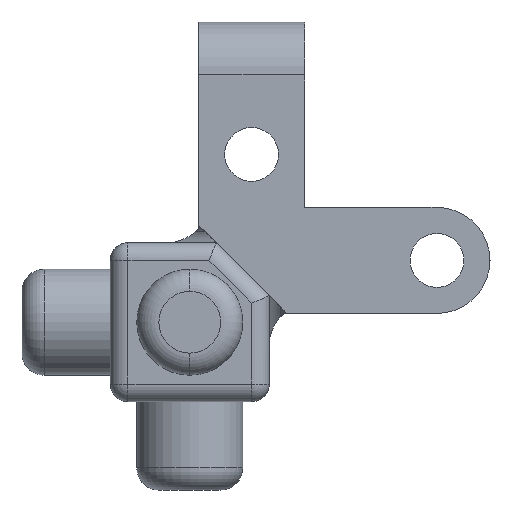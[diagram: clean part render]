
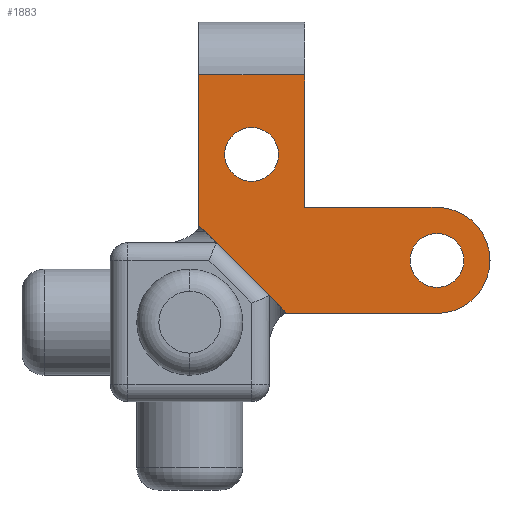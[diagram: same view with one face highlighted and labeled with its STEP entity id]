
A CAD part, front view. The second image highlights one B-rep face of the part: STEP entity #1883.
In plain terms, the highlighted planar face has unit normal (0, -1, 0).
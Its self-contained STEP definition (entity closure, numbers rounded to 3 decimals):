
#2 = DIRECTION ( 'NONE',  ( 0., 0., 1. ) ) ;
#4 = LINE ( 'NONE', #980, #945 ) ;
#14 = VERTEX_POINT ( 'NONE', #928 ) ;
#16 = EDGE_LOOP ( 'NONE', ( #2123, #1040 ) ) ;
#18 = CARTESIAN_POINT ( 'NONE',  ( 6., 0., 14.95 ) ) ;
#34 = CIRCLE ( 'NONE', #1315, 3.05 ) ;
#46 = EDGE_CURVE ( 'NONE', #2071, #600, #80, .T. ) ;
#52 = DIRECTION ( 'NONE',  ( 0., 0., -1. ) ) ;
#80 = LINE ( 'NONE', #106, #135 ) ;
#106 = CARTESIAN_POINT ( 'NONE',  ( 12., 0., 33. ) ) ;
#116 = DIRECTION ( 'NONE',  ( 0., 0., 1. ) ) ;
#135 = VECTOR ( 'NONE', #1317, 1000. ) ;
#139 = CARTESIAN_POINT ( 'NONE',  ( 0., 0., 0. ) ) ;
#140 = AXIS2_PLACEMENT_3D ( 'NONE', #927, #2144, #1106 ) ;
#146 = CARTESIAN_POINT ( 'NONE',  ( 27., 0., 6. ) ) ;
#148 = CARTESIAN_POINT ( 'NONE',  ( 33., 0., 6. ) ) ;
#176 = DIRECTION ( 'NONE',  ( 0., 0., -1. ) ) ;
#204 = EDGE_LOOP ( 'NONE', ( #628, #1150 ) ) ;
#211 = ORIENTED_EDGE ( 'NONE', *, *, #1335, .F. ) ;
#220 = AXIS2_PLACEMENT_3D ( 'NONE', #146, #1518, #2210 ) ;
#235 = VERTEX_POINT ( 'NONE', #656 ) ;
#245 = AXIS2_PLACEMENT_3D ( 'NONE', #359, #1386, #176 ) ;
#268 = CARTESIAN_POINT ( 'NONE',  ( 0., 0., 0. ) ) ;
#272 = CARTESIAN_POINT ( 'NONE',  ( 0., 0., 10. ) ) ;
#283 = CARTESIAN_POINT ( 'NONE',  ( 27., 0., 6. ) ) ;
#308 = DIRECTION ( 'NONE',  ( 0., -1., 0. ) ) ;
#316 = DIRECTION ( 'NONE',  ( 1., 0., 0. ) ) ;
#325 = CARTESIAN_POINT ( 'NONE',  ( 9.972, 0., 0.028 ) ) ;
#334 = EDGE_CURVE ( 'NONE', #962, #1286, #1889, .T. ) ;
#359 = CARTESIAN_POINT ( 'NONE',  ( 27., 0., 6. ) ) ;
#364 = DIRECTION ( 'NONE',  ( 0., 0., -1. ) ) ;
#451 = EDGE_CURVE ( 'NONE', #14, #1942, #1244, .T. ) ;
#472 = EDGE_CURVE ( 'NONE', #868, #1955, #1346, .T. ) ;
#477 = FACE_BOUND ( 'NONE', #16, .T. ) ;
#479 = CIRCLE ( 'NONE', #220, 3.05 ) ;
#494 = ORIENTED_EDGE ( 'NONE', *, *, #451, .T. ) ;
#499 = CARTESIAN_POINT ( 'NONE',  ( 0., 0., 0. ) ) ;
#503 = EDGE_LOOP ( 'NONE', ( #1623, #1005, #1476, #2224, #494, #2102, #211, #617, #988, #2040 ) ) ;
#600 = VERTEX_POINT ( 'NONE', #2059 ) ;
#602 = CIRCLE ( 'NONE', #983, 3.05 ) ;
#606 = VERTEX_POINT ( 'NONE', #1355 ) ;
#617 = ORIENTED_EDGE ( 'NONE', *, *, #46, .F. ) ;
#628 = ORIENTED_EDGE ( 'NONE', *, *, #334, .F. ) ;
#637 = AXIS2_PLACEMENT_3D ( 'NONE', #268, #1159, #116 ) ;
#656 = CARTESIAN_POINT ( 'NONE',  ( 0.028, 0., 9.972 ) ) ;
#660 = VERTEX_POINT ( 'NONE', #1908 ) ;
#682 = LINE ( 'NONE', #499, #1927 ) ;
#705 = CARTESIAN_POINT ( 'NONE',  ( 6., 0., 18. ) ) ;
#721 = AXIS2_PLACEMENT_3D ( 'NONE', #283, #308, #804 ) ;
#787 = CARTESIAN_POINT ( 'NONE',  ( 10., 0., 0. ) ) ;
#793 = LINE ( 'NONE', #2064, #1596 ) ;
#804 = DIRECTION ( 'NONE',  ( 0., 0., 1. ) ) ;
#823 = DIRECTION ( 'NONE',  ( -0.707, 0., 0.707 ) ) ;
#839 = LINE ( 'NONE', #1338, #2118 ) ;
#868 = VERTEX_POINT ( 'NONE', #787 ) ;
#927 = CARTESIAN_POINT ( 'NONE',  ( 27., 0., 6. ) ) ;
#928 = CARTESIAN_POINT ( 'NONE',  ( 27., 0., 0. ) ) ;
#945 = VECTOR ( 'NONE', #1535, 1000. ) ;
#962 = VERTEX_POINT ( 'NONE', #1755 ) ;
#969 = CARTESIAN_POINT ( 'NONE',  ( 5., 0., 5. ) ) ;
#980 = CARTESIAN_POINT ( 'NONE',  ( 5., 0., 5. ) ) ;
#983 = AXIS2_PLACEMENT_3D ( 'NONE', #705, #2075, #364 ) ;
#988 = ORIENTED_EDGE ( 'NONE', *, *, #2031, .T. ) ;
#1005 = ORIENTED_EDGE ( 'NONE', *, *, #2047, .T. ) ;
#1007 = DIRECTION ( 'NONE',  ( -1., 0., 0. ) ) ;
#1029 = EDGE_CURVE ( 'NONE', #606, #1665, #34, .T. ) ;
#1033 = CIRCLE ( 'NONE', #140, 6. ) ;
#1040 = ORIENTED_EDGE ( 'NONE', *, *, #1029, .F. ) ;
#1106 = DIRECTION ( 'NONE',  ( 0., 0., 1. ) ) ;
#1150 = ORIENTED_EDGE ( 'NONE', *, *, #1300, .F. ) ;
#1151 = VERTEX_POINT ( 'NONE', #272 ) ;
#1159 = DIRECTION ( 'NONE',  ( 0., 1., 0. ) ) ;
#1244 = CIRCLE ( 'NONE', #721, 6. ) ;
#1275 = EDGE_CURVE ( 'NONE', #235, #1151, #4, .T. ) ;
#1286 = VERTEX_POINT ( 'NONE', #2194 ) ;
#1299 = PLANE ( 'NONE',  #637 ) ;
#1300 = EDGE_CURVE ( 'NONE', #1286, #962, #479, .T. ) ;
#1315 = AXIS2_PLACEMENT_3D ( 'NONE', #1611, #1460, #52 ) ;
#1317 = DIRECTION ( 'NONE',  ( 0., 0., -1. ) ) ;
#1335 = EDGE_CURVE ( 'NONE', #600, #660, #2170, .T. ) ;
#1338 = CARTESIAN_POINT ( 'NONE',  ( 0., 0., 27. ) ) ;
#1346 = LINE ( 'NONE', #969, #1696 ) ;
#1351 = DIRECTION ( 'NONE',  ( 0.707, 0., -0.707 ) ) ;
#1354 = VECTOR ( 'NONE', #1528, 1000. ) ;
#1355 = CARTESIAN_POINT ( 'NONE',  ( 6., 0., 21.05 ) ) ;
#1368 = EDGE_CURVE ( 'NONE', #1665, #606, #602, .T. ) ;
#1371 = CARTESIAN_POINT ( 'NONE',  ( 12., 0., 27. ) ) ;
#1386 = DIRECTION ( 'NONE',  ( 0., -1., 0. ) ) ;
#1398 = VERTEX_POINT ( 'NONE', #1738 ) ;
#1414 = FACE_OUTER_BOUND ( 'NONE', #503, .T. ) ;
#1444 = VECTOR ( 'NONE', #316, 1000. ) ;
#1460 = DIRECTION ( 'NONE',  ( 0., -1., 0. ) ) ;
#1476 = ORIENTED_EDGE ( 'NONE', *, *, #472, .F. ) ;
#1517 = FACE_BOUND ( 'NONE', #204, .T. ) ;
#1518 = DIRECTION ( 'NONE',  ( 0., -1., 0. ) ) ;
#1528 = DIRECTION ( 'NONE',  ( -1., 0., 0. ) ) ;
#1535 = DIRECTION ( 'NONE',  ( -0.707, 0., 0.707 ) ) ;
#1583 = EDGE_CURVE ( 'NONE', #1942, #660, #1033, .T. ) ;
#1596 = VECTOR ( 'NONE', #1351, 1000. ) ;
#1611 = CARTESIAN_POINT ( 'NONE',  ( 6., 0., 18. ) ) ;
#1623 = ORIENTED_EDGE ( 'NONE', *, *, #1275, .F. ) ;
#1648 = LINE ( 'NONE', #139, #1354 ) ;
#1665 = VERTEX_POINT ( 'NONE', #18 ) ;
#1696 = VECTOR ( 'NONE', #823, 1000. ) ;
#1738 = CARTESIAN_POINT ( 'NONE',  ( 0., 0., 27. ) ) ;
#1755 = CARTESIAN_POINT ( 'NONE',  ( 27., 0., 2.95 ) ) ;
#1853 = CARTESIAN_POINT ( 'NONE',  ( 33., 0., 12. ) ) ;
#1883 = ADVANCED_FACE ( 'NONE', ( #1517, #477, #1414 ), #1299, .F. ) ;
#1889 = CIRCLE ( 'NONE', #245, 3.05 ) ;
#1908 = CARTESIAN_POINT ( 'NONE',  ( 27., 0., 12. ) ) ;
#1927 = VECTOR ( 'NONE', #2, 1000. ) ;
#1942 = VERTEX_POINT ( 'NONE', #148 ) ;
#1955 = VERTEX_POINT ( 'NONE', #325 ) ;
#2031 = EDGE_CURVE ( 'NONE', #2071, #1398, #839, .T. ) ;
#2036 = EDGE_CURVE ( 'NONE', #14, #868, #1648, .T. ) ;
#2040 = ORIENTED_EDGE ( 'NONE', *, *, #2122, .F. ) ;
#2047 = EDGE_CURVE ( 'NONE', #235, #1955, #793, .T. ) ;
#2059 = CARTESIAN_POINT ( 'NONE',  ( 12., 0., 12. ) ) ;
#2064 = CARTESIAN_POINT ( 'NONE',  ( 5., 0., 5. ) ) ;
#2071 = VERTEX_POINT ( 'NONE', #1371 ) ;
#2075 = DIRECTION ( 'NONE',  ( 0., -1., 0. ) ) ;
#2102 = ORIENTED_EDGE ( 'NONE', *, *, #1583, .T. ) ;
#2118 = VECTOR ( 'NONE', #1007, 1000. ) ;
#2122 = EDGE_CURVE ( 'NONE', #1151, #1398, #682, .T. ) ;
#2123 = ORIENTED_EDGE ( 'NONE', *, *, #1368, .F. ) ;
#2144 = DIRECTION ( 'NONE',  ( 0., -1., 0. ) ) ;
#2170 = LINE ( 'NONE', #1853, #1444 ) ;
#2194 = CARTESIAN_POINT ( 'NONE',  ( 27., 0., 9.05 ) ) ;
#2210 = DIRECTION ( 'NONE',  ( 0., 0., -1. ) ) ;
#2224 = ORIENTED_EDGE ( 'NONE', *, *, #2036, .F. ) ;
